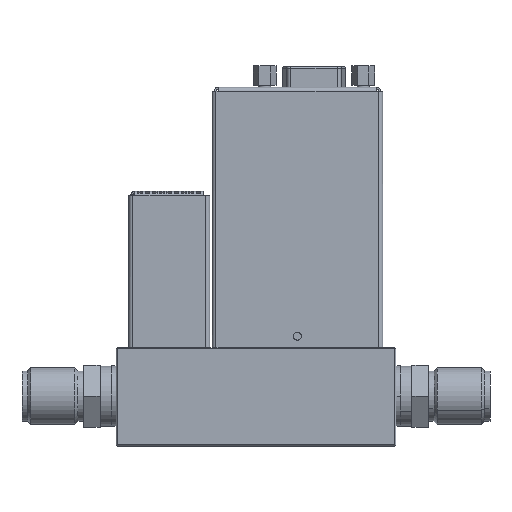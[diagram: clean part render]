
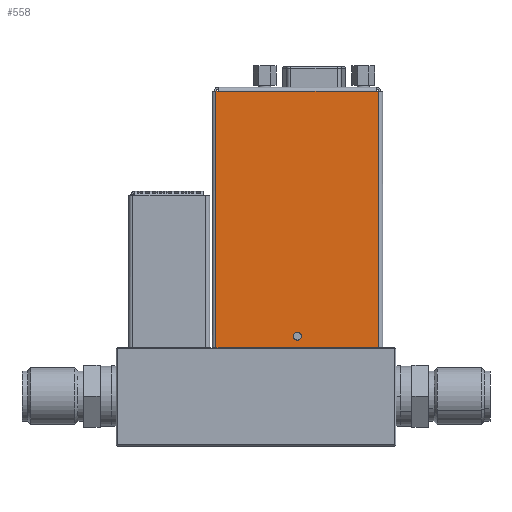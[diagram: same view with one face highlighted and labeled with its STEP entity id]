
A CAD part, top view. The second image highlights one B-rep face of the part: STEP entity #558.
In plain terms, the highlighted planar face has unit normal (0, 0, 1).
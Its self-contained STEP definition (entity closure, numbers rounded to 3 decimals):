
#558 = ADVANCED_FACE ( 'NONE', ( #6877, #6833 ), #6881, .T. ) ;
#3793 = CARTESIAN_POINT ( 'NONE',  ( 32.5, 15.2, 12.5 ) ) ;
#3794 = DIRECTION ( 'NONE',  ( 0., 0., 1. ) ) ;
#3795 = DIRECTION ( 'NONE',  ( 1., 0., 0. ) ) ;
#3853 = CARTESIAN_POINT ( 'NONE',  ( 52.64, 12.3, 12.5 ) ) ;
#3859 = LINE ( 'NONE', #3860, #57317 ) ;
#3860 = CARTESIAN_POINT ( 'NONE',  ( 52.64, 77.3, 12.5 ) ) ;
#3861 = DIRECTION ( 'NONE',  ( -1., 0., 0. ) ) ;
#3864 = LINE ( 'NONE', #3853, #57325 ) ;
#3868 = DIRECTION ( 'NONE',  ( -1., 0., 0. ) ) ;
#6833 = FACE_OUTER_BOUND ( 'NONE', #62443, .T. ) ;
#6877 = FACE_BOUND ( 'NONE', #23573, .T. ) ;
#6881 = PLANE ( 'NONE',  #72353 ) ;
#6913 = CARTESIAN_POINT ( 'NONE',  ( 52.64, 12.3, 12.5 ) ) ;
#6915 = DIRECTION ( 'NONE',  ( 0., 0., 1. ) ) ;
#6917 = DIRECTION ( 'NONE',  ( 1., 0., 0. ) ) ;
#10410 = VERTEX_POINT ( 'NONE', #47137 ) ;
#13305 = CIRCLE ( 'NONE', #13311, 1.025 ) ;
#13311 = AXIS2_PLACEMENT_3D ( 'NONE', #79007, #79008, #79009 ) ;
#21045 = CARTESIAN_POINT ( 'NONE',  ( 11.85, 12.3, 12.5 ) ) ;
#21813 = CARTESIAN_POINT ( 'NONE',  ( 33.525, 15.2, 12.5 ) ) ;
#22421 = VERTEX_POINT ( 'NONE', #38579 ) ;
#22515 = VERTEX_POINT ( 'NONE', #38633 ) ;
#22755 = VERTEX_POINT ( 'NONE', #38769 ) ;
#23573 = EDGE_LOOP ( 'NONE', ( #76685, #76686 ) ) ;
#26082 = LINE ( 'NONE', #26221, #56793 ) ;
#26115 = LINE ( 'NONE', #26166, #56784 ) ;
#26166 = CARTESIAN_POINT ( 'NONE',  ( 52.64, 77.3, 12.5 ) ) ;
#26169 = DIRECTION ( 'NONE',  ( -1., 0., 0. ) ) ;
#26221 = CARTESIAN_POINT ( 'NONE',  ( 11.85, 77.3, 12.5 ) ) ;
#26227 = DIRECTION ( 'NONE',  ( 0., -1., 0. ) ) ;
#38579 = CARTESIAN_POINT ( 'NONE',  ( 11.85, 77.3, 12.5 ) ) ;
#38633 = CARTESIAN_POINT ( 'NONE',  ( 53.15, 12.3, 12.5 ) ) ;
#38769 = CARTESIAN_POINT ( 'NONE',  ( 53.15, 77.3, 12.5 ) ) ;
#47137 = CARTESIAN_POINT ( 'NONE',  ( 12.46, 77.3, 12.5 ) ) ;
#47334 = LINE ( 'NONE', #47335, #57808 ) ;
#47335 = CARTESIAN_POINT ( 'NONE',  ( 11.86, 77.3, 12.5 ) ) ;
#47336 = DIRECTION ( 'NONE',  ( 1., 0., 0. ) ) ;
#47666 = CARTESIAN_POINT ( 'NONE',  ( 52.54, 77.3, 12.5 ) ) ;
#47770 = CARTESIAN_POINT ( 'NONE',  ( 31.475, 15.2, 12.5 ) ) ;
#48645 = LINE ( 'NONE', #48646, #56993 ) ;
#48646 = CARTESIAN_POINT ( 'NONE',  ( 53.15, 12.3, 12.5 ) ) ;
#48647 = DIRECTION ( 'NONE',  ( 0., 1., 0. ) ) ;
#55516 = VERTEX_POINT ( 'NONE', #21045 ) ;
#56784 = VECTOR ( 'NONE', #26169, 1000. ) ;
#56793 = VECTOR ( 'NONE', #26227, 1000. ) ;
#56993 = VECTOR ( 'NONE', #48647, 1000. ) ;
#57303 = CIRCLE ( 'NONE', #57307, 1.025 ) ;
#57307 = AXIS2_PLACEMENT_3D ( 'NONE', #3793, #3794, #3795 ) ;
#57317 = VECTOR ( 'NONE', #3861, 1000. ) ;
#57325 = VECTOR ( 'NONE', #3868, 1000. ) ;
#57808 = VECTOR ( 'NONE', #47336, 1000. ) ;
#61435 = VERTEX_POINT ( 'NONE', #21813 ) ;
#62443 = EDGE_LOOP ( 'NONE', ( #76687, #76688, #76689, #76690, #76691, #76692 ) ) ;
#67381 = EDGE_CURVE ( 'NONE', #71528, #61435, #13305, .T. ) ;
#68578 = EDGE_CURVE ( 'NONE', #22755, #69797, #26115, .T. ) ;
#68583 = EDGE_CURVE ( 'NONE', #22421, #55516, #26082, .T. ) ;
#68718 = EDGE_CURVE ( 'NONE', #22515, #22755, #48645, .T. ) ;
#68917 = EDGE_CURVE ( 'NONE', #61435, #71528, #57303, .T. ) ;
#68932 = EDGE_CURVE ( 'NONE', #69797, #10410, #3859, .T. ) ;
#68934 = EDGE_CURVE ( 'NONE', #22515, #55516, #3864, .T. ) ;
#69238 = EDGE_CURVE ( 'NONE', #22421, #10410, #47334, .T. ) ;
#69797 = VERTEX_POINT ( 'NONE', #47666 ) ;
#71528 = VERTEX_POINT ( 'NONE', #47770 ) ;
#72353 = AXIS2_PLACEMENT_3D ( 'NONE', #6913, #6915, #6917 ) ;
#76685 = ORIENTED_EDGE ( 'NONE', *, *, #68917, .F. ) ;
#76686 = ORIENTED_EDGE ( 'NONE', *, *, #67381, .F. ) ;
#76687 = ORIENTED_EDGE ( 'NONE', *, *, #69238, .F. ) ;
#76688 = ORIENTED_EDGE ( 'NONE', *, *, #68583, .T. ) ;
#76689 = ORIENTED_EDGE ( 'NONE', *, *, #68934, .F. ) ;
#76690 = ORIENTED_EDGE ( 'NONE', *, *, #68718, .T. ) ;
#76691 = ORIENTED_EDGE ( 'NONE', *, *, #68578, .T. ) ;
#76692 = ORIENTED_EDGE ( 'NONE', *, *, #68932, .T. ) ;
#79007 = CARTESIAN_POINT ( 'NONE',  ( 32.5, 15.2, 12.5 ) ) ;
#79008 = DIRECTION ( 'NONE',  ( 0., 0., 1. ) ) ;
#79009 = DIRECTION ( 'NONE',  ( 1., 0., 0. ) ) ;
